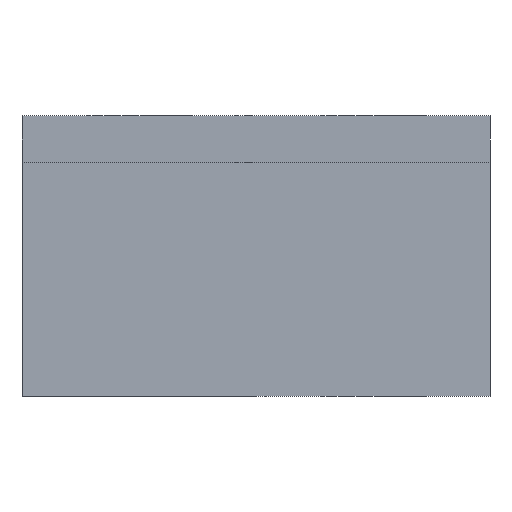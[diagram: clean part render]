
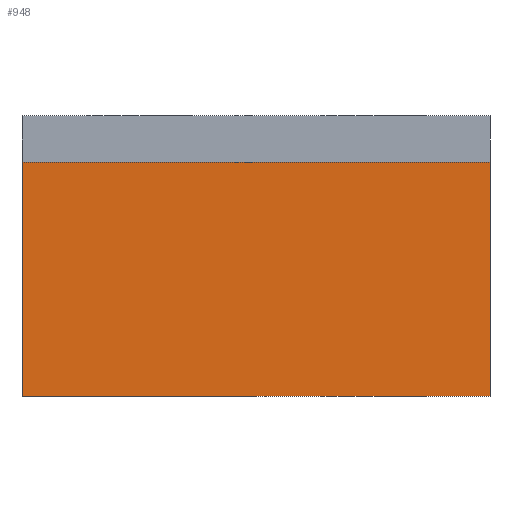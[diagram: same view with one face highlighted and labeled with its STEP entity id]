
A CAD part, left-side view. The second image highlights one B-rep face of the part: STEP entity #948.
In plain terms, the highlighted planar face has unit normal (-1, 0, 0).
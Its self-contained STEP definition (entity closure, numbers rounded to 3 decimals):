
#44 = PLANE('',#45);
#45 = AXIS2_PLACEMENT_3D('',#46,#47,#48);
#46 = CARTESIAN_POINT('',(-10.,-10.,0.));
#47 = DIRECTION('',(0.,1.,0.));
#48 = DIRECTION('',(1.,0.,0.));
#100 = PLANE('',#101);
#101 = AXIS2_PLACEMENT_3D('',#102,#103,#104);
#102 = CARTESIAN_POINT('',(10.,10.,0.));
#103 = DIRECTION('',(0.,-1.,0.));
#104 = DIRECTION('',(-1.,0.,0.));
#126 = PLANE('',#127);
#127 = AXIS2_PLACEMENT_3D('',#128,#129,#130);
#128 = CARTESIAN_POINT('',(-10.,-10.,0.));
#129 = DIRECTION('',(0.,0.,-1.));
#130 = DIRECTION('',(-1.,0.,0.));
#255 = EDGE_CURVE('',#256,#258,#260,.T.);
#256 = VERTEX_POINT('',#257);
#257 = CARTESIAN_POINT('',(-10.,-10.,0.));
#258 = VERTEX_POINT('',#259);
#259 = CARTESIAN_POINT('',(-10.,-10.,10.));
#260 = SURFACE_CURVE('',#261,(#265,#272),.PCURVE_S1.);
#261 = LINE('',#262,#263);
#262 = CARTESIAN_POINT('',(-10.,-10.,0.));
#263 = VECTOR('',#264,1.);
#264 = DIRECTION('',(0.,0.,1.));
#265 = PCURVE('',#44,#266);
#266 = DEFINITIONAL_REPRESENTATION('',(#267),#271);
#267 = LINE('',#268,#269);
#268 = CARTESIAN_POINT('',(0.,0.));
#269 = VECTOR('',#270,1.);
#270 = DIRECTION('',(0.,-1.));
#271 = ( GEOMETRIC_REPRESENTATION_CONTEXT(2) 
PARAMETRIC_REPRESENTATION_CONTEXT() REPRESENTATION_CONTEXT('2D SPACE',''
  ) );
#272 = PCURVE('',#273,#278);
#273 = PLANE('',#274);
#274 = AXIS2_PLACEMENT_3D('',#275,#276,#277);
#275 = CARTESIAN_POINT('',(-10.,10.,0.));
#276 = DIRECTION('',(1.,0.,0.));
#277 = DIRECTION('',(0.,-1.,0.));
#278 = DEFINITIONAL_REPRESENTATION('',(#279),#283);
#279 = LINE('',#280,#281);
#280 = CARTESIAN_POINT('',(20.,0.));
#281 = VECTOR('',#282,1.);
#282 = DIRECTION('',(0.,-1.));
#283 = ( GEOMETRIC_REPRESENTATION_CONTEXT(2) 
PARAMETRIC_REPRESENTATION_CONTEXT() REPRESENTATION_CONTEXT('2D SPACE',''
  ) );
#301 = PLANE('',#302);
#302 = AXIS2_PLACEMENT_3D('',#303,#304,#305);
#303 = CARTESIAN_POINT('',(-10.,-10.,10.));
#304 = DIRECTION('',(0.,0.,-1.));
#305 = DIRECTION('',(-1.,0.,0.));
#440 = VERTEX_POINT('',#441);
#441 = CARTESIAN_POINT('',(-10.,10.,10.));
#462 = EDGE_CURVE('',#463,#440,#465,.T.);
#463 = VERTEX_POINT('',#464);
#464 = CARTESIAN_POINT('',(-10.,10.,0.));
#465 = SURFACE_CURVE('',#466,(#470,#477),.PCURVE_S1.);
#466 = LINE('',#467,#468);
#467 = CARTESIAN_POINT('',(-10.,10.,0.));
#468 = VECTOR('',#469,1.);
#469 = DIRECTION('',(0.,0.,1.));
#470 = PCURVE('',#100,#471);
#471 = DEFINITIONAL_REPRESENTATION('',(#472),#476);
#472 = LINE('',#473,#474);
#473 = CARTESIAN_POINT('',(20.,0.));
#474 = VECTOR('',#475,1.);
#475 = DIRECTION('',(0.,-1.));
#476 = ( GEOMETRIC_REPRESENTATION_CONTEXT(2) 
PARAMETRIC_REPRESENTATION_CONTEXT() REPRESENTATION_CONTEXT('2D SPACE',''
  ) );
#477 = PCURVE('',#273,#478);
#478 = DEFINITIONAL_REPRESENTATION('',(#479),#483);
#479 = LINE('',#480,#481);
#480 = CARTESIAN_POINT('',(0.,0.));
#481 = VECTOR('',#482,1.);
#482 = DIRECTION('',(0.,-1.));
#483 = ( GEOMETRIC_REPRESENTATION_CONTEXT(2) 
PARAMETRIC_REPRESENTATION_CONTEXT() REPRESENTATION_CONTEXT('2D SPACE',''
  ) );
#512 = EDGE_CURVE('',#463,#256,#513,.T.);
#513 = SURFACE_CURVE('',#514,(#518,#525),.PCURVE_S1.);
#514 = LINE('',#515,#516);
#515 = CARTESIAN_POINT('',(-10.,10.,0.));
#516 = VECTOR('',#517,1.);
#517 = DIRECTION('',(0.,-1.,0.));
#518 = PCURVE('',#126,#519);
#519 = DEFINITIONAL_REPRESENTATION('',(#520),#524);
#520 = LINE('',#521,#522);
#521 = CARTESIAN_POINT('',(0.,20.));
#522 = VECTOR('',#523,1.);
#523 = DIRECTION('',(0.,-1.));
#524 = ( GEOMETRIC_REPRESENTATION_CONTEXT(2) 
PARAMETRIC_REPRESENTATION_CONTEXT() REPRESENTATION_CONTEXT('2D SPACE',''
  ) );
#525 = PCURVE('',#273,#526);
#526 = DEFINITIONAL_REPRESENTATION('',(#527),#531);
#527 = LINE('',#528,#529);
#528 = CARTESIAN_POINT('',(0.,0.));
#529 = VECTOR('',#530,1.);
#530 = DIRECTION('',(1.,0.));
#531 = ( GEOMETRIC_REPRESENTATION_CONTEXT(2) 
PARAMETRIC_REPRESENTATION_CONTEXT() REPRESENTATION_CONTEXT('2D SPACE',''
  ) );
#948 = ADVANCED_FACE('',(#949),#273,.F.);
#949 = FACE_BOUND('',#950,.F.);
#950 = EDGE_LOOP('',(#951,#952,#973,#974));
#951 = ORIENTED_EDGE('',*,*,#462,.T.);
#952 = ORIENTED_EDGE('',*,*,#953,.T.);
#953 = EDGE_CURVE('',#440,#258,#954,.T.);
#954 = SURFACE_CURVE('',#955,(#959,#966),.PCURVE_S1.);
#955 = LINE('',#956,#957);
#956 = CARTESIAN_POINT('',(-10.,10.,10.));
#957 = VECTOR('',#958,1.);
#958 = DIRECTION('',(0.,-1.,0.));
#959 = PCURVE('',#273,#960);
#960 = DEFINITIONAL_REPRESENTATION('',(#961),#965);
#961 = LINE('',#962,#963);
#962 = CARTESIAN_POINT('',(0.,-10.));
#963 = VECTOR('',#964,1.);
#964 = DIRECTION('',(1.,0.));
#965 = ( GEOMETRIC_REPRESENTATION_CONTEXT(2) 
PARAMETRIC_REPRESENTATION_CONTEXT() REPRESENTATION_CONTEXT('2D SPACE',''
  ) );
#966 = PCURVE('',#301,#967);
#967 = DEFINITIONAL_REPRESENTATION('',(#968),#972);
#968 = LINE('',#969,#970);
#969 = CARTESIAN_POINT('',(0.,20.));
#970 = VECTOR('',#971,1.);
#971 = DIRECTION('',(0.,-1.));
#972 = ( GEOMETRIC_REPRESENTATION_CONTEXT(2) 
PARAMETRIC_REPRESENTATION_CONTEXT() REPRESENTATION_CONTEXT('2D SPACE',''
  ) );
#973 = ORIENTED_EDGE('',*,*,#255,.F.);
#974 = ORIENTED_EDGE('',*,*,#512,.F.);
